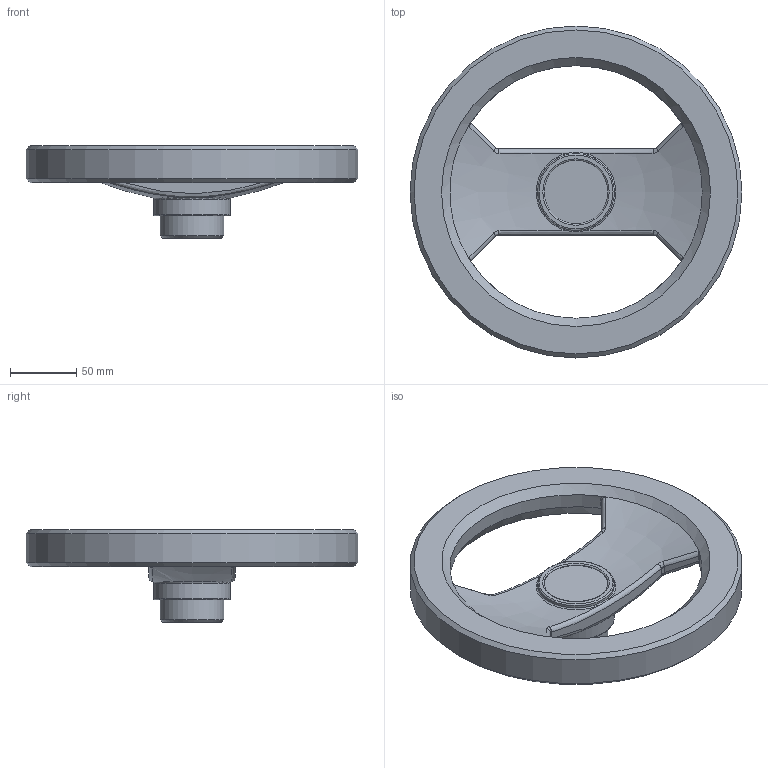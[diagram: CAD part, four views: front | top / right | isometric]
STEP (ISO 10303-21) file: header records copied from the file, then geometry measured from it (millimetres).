
FILE_DESCRIPTION( ( 'Unknown' ), '1' );
FILE_NAME( '6105020_VR2_250.stp', 'Unknown', ( 'Unknown' ), ( 'Unknown' ), 'PSStep 10.0', 'Unknown', ' ' );
FILE_SCHEMA( ( 'automotive_design' ) );
Length unit declared in the file: millimetre
Products named in the file (1): 6105020
Bounding box: 250 x 250 x 70 mm (x, y, z)
Volume: 783866.1 mm3; surface area: 108428.7 mm2
Topology: 1 solids, 2 shells, 78 faces, 183 edges, 108 vertices
Faces by surface type: bspline 34, cylinder 17, plane 13, cone 8, torus 6
Full cylindrical faces by diameter (mm): 8 x1, 38 x1, 48 x2, 57.7 x1, 58 x1, 250 x1
Entity records: 7801 total; most frequent: CARTESIAN_POINT 5780, ORIENTED_EDGE 300, DIRECTION 234, EDGE_CURVE 150, AXIS2_PLACEMENT_3D 109, EDGE_LOOP 102, VERTEX_POINT 97, FACE_OUTER_BOUND 89
